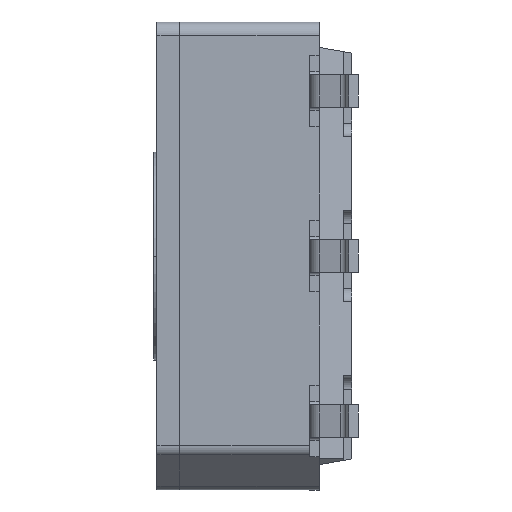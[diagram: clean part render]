
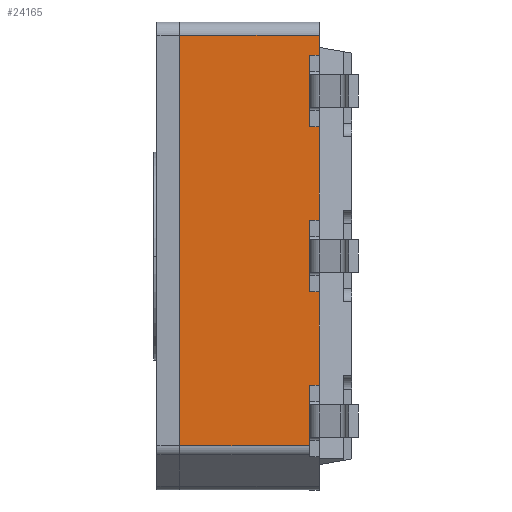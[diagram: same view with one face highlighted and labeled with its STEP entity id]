
A CAD part, left-side view. The second image highlights one B-rep face of the part: STEP entity #24165.
In plain terms, the highlighted planar face has unit normal (-1, 0, 0).
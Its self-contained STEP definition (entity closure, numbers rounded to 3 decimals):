
#606 = DIRECTION ( 'NONE',  ( 0., -1., 0. ) ) ;
#919 = EDGE_CURVE ( 'NONE', #11143, #28469, #25580, .T. ) ;
#1913 = CARTESIAN_POINT ( 'NONE',  ( -3.6, 0.651, 1.995 ) ) ;
#2165 = CARTESIAN_POINT ( 'NONE',  ( -3.6, 0.651, 147.32 ) ) ;
#2774 = CARTESIAN_POINT ( 'NONE',  ( -3.6, 0.651, 147.32 ) ) ;
#3215 = VECTOR ( 'NONE', #10471, 1000. ) ;
#3353 = ORIENTED_EDGE ( 'NONE', *, *, #29056, .F. ) ;
#3360 = VERTEX_POINT ( 'NONE', #4863 ) ;
#4077 = CARTESIAN_POINT ( 'NONE',  ( -3.6, 0.501, 1.995 ) ) ;
#4863 = CARTESIAN_POINT ( 'NONE',  ( -3.6, 0.501, 3.4 ) ) ;
#5605 = CARTESIAN_POINT ( 'NONE',  ( -3.6, 0.501, 3.09 ) ) ;
#5813 = DIRECTION ( 'NONE',  ( 0., 0., 1. ) ) ;
#6253 = VECTOR ( 'NONE', #6582, 1000. ) ;
#6342 = PLANE ( 'NONE',  #22486 ) ;
#6582 = DIRECTION ( 'NONE',  ( 0., 1., 0. ) ) ;
#6792 = DIRECTION ( 'NONE',  ( 0., 1., 0. ) ) ;
#7227 = CARTESIAN_POINT ( 'NONE',  ( -3.6, 0.651, -0.55 ) ) ;
#7301 = CARTESIAN_POINT ( 'NONE',  ( -3.6, 0.501, 0.55 ) ) ;
#7390 = CARTESIAN_POINT ( 'NONE',  ( -3.6, 0.501, -0.55 ) ) ;
#8561 = EDGE_CURVE ( 'NONE', #15483, #26292, #32022, .T. ) ;
#8859 = ORIENTED_EDGE ( 'NONE', *, *, #32077, .T. ) ;
#10097 = DIRECTION ( 'NONE',  ( 0., 1., 0. ) ) ;
#10471 = DIRECTION ( 'NONE',  ( 0., -1., 0. ) ) ;
#10576 = ORIENTED_EDGE ( 'NONE', *, *, #11906, .T. ) ;
#10708 = LINE ( 'NONE', #2165, #16462 ) ;
#10912 = ORIENTED_EDGE ( 'NONE', *, *, #18416, .T. ) ;
#11143 = VERTEX_POINT ( 'NONE', #27634 ) ;
#11906 = EDGE_CURVE ( 'NONE', #14856, #29838, #23385, .T. ) ;
#12405 = VERTEX_POINT ( 'NONE', #7227 ) ;
#12982 = ORIENTED_EDGE ( 'NONE', *, *, #30812, .T. ) ;
#13087 = ORIENTED_EDGE ( 'NONE', *, *, #20786, .T. ) ;
#14177 = ORIENTED_EDGE ( 'NONE', *, *, #17722, .T. ) ;
#14327 = CARTESIAN_POINT ( 'NONE',  ( -3.6, 0.501, -1.99 ) ) ;
#14342 = VECTOR ( 'NONE', #34498, 1000. ) ;
#14344 = DIRECTION ( 'NONE',  ( 0., 0., -1. ) ) ;
#14544 = ORIENTED_EDGE ( 'NONE', *, *, #28286, .F. ) ;
#14598 = EDGE_CURVE ( 'NONE', #21484, #36262, #39123, .T. ) ;
#14856 = VERTEX_POINT ( 'NONE', #21802 ) ;
#15273 = VERTEX_POINT ( 'NONE', #23769 ) ;
#15483 = VERTEX_POINT ( 'NONE', #5605 ) ;
#16003 = VECTOR ( 'NONE', #25904, 1000. ) ;
#16420 = CARTESIAN_POINT ( 'NONE',  ( -3.6, 0.501, 157.48 ) ) ;
#16462 = VECTOR ( 'NONE', #23547, 1000. ) ;
#17509 = VERTEX_POINT ( 'NONE', #34187 ) ;
#17722 = EDGE_CURVE ( 'NONE', #15273, #17963, #35732, .T. ) ;
#17963 = VERTEX_POINT ( 'NONE', #24824 ) ;
#18416 = EDGE_CURVE ( 'NONE', #20607, #36262, #31249, .T. ) ;
#18623 = EDGE_CURVE ( 'NONE', #14856, #28469, #23173, .T. ) ;
#18922 = LINE ( 'NONE', #30737, #34216 ) ;
#19100 = CARTESIAN_POINT ( 'NONE',  ( -3.6, 0.501, 0.55 ) ) ;
#20607 = VERTEX_POINT ( 'NONE', #7301 ) ;
#20786 = EDGE_CURVE ( 'NONE', #12405, #17509, #10708, .T. ) ;
#21484 = VERTEX_POINT ( 'NONE', #1913 ) ;
#21802 = CARTESIAN_POINT ( 'NONE',  ( -3.6, 0.501, -1.991 ) ) ;
#21942 = DIRECTION ( 'NONE',  ( 0., -1., 0. ) ) ;
#22216 = DIRECTION ( 'NONE',  ( 0., 0., 1. ) ) ;
#22486 = AXIS2_PLACEMENT_3D ( 'NONE', #36972, #36839, #21942 ) ;
#23173 = LINE ( 'NONE', #14327, #38489 ) ;
#23219 = VECTOR ( 'NONE', #5813, 1000. ) ;
#23385 = LINE ( 'NONE', #16420, #14342 ) ;
#23547 = DIRECTION ( 'NONE',  ( 0., 0., 1. ) ) ;
#23769 = CARTESIAN_POINT ( 'NONE',  ( -3.6, 2.65, 3.4 ) ) ;
#23904 = VECTOR ( 'NONE', #27453, 1000. ) ;
#24149 = LINE ( 'NONE', #34381, #30318 ) ;
#24165 = ADVANCED_FACE ( 'NONE', ( #30272 ), #6342, .T. ) ;
#24824 = CARTESIAN_POINT ( 'NONE',  ( -3.6, 2.65, -2.917 ) ) ;
#25093 = CARTESIAN_POINT ( 'NONE',  ( -3.6, 0.651, 3.09 ) ) ;
#25243 = VECTOR ( 'NONE', #606, 1000. ) ;
#25561 = CARTESIAN_POINT ( 'NONE',  ( -3.6, 0.501, 157.48 ) ) ;
#25580 = LINE ( 'NONE', #2774, #23219 ) ;
#25689 = LINE ( 'NONE', #7390, #3215 ) ;
#25881 = LINE ( 'NONE', #19100, #6253 ) ;
#25904 = DIRECTION ( 'NONE',  ( 0., 0., 1. ) ) ;
#26033 = CARTESIAN_POINT ( 'NONE',  ( -3.6, 0.501, 157.48 ) ) ;
#26292 = VERTEX_POINT ( 'NONE', #25093 ) ;
#27453 = DIRECTION ( 'NONE',  ( 0., 1., 0. ) ) ;
#27517 = DIRECTION ( 'NONE',  ( 0., 1., 0. ) ) ;
#27634 = CARTESIAN_POINT ( 'NONE',  ( -3.6, 0.651, -2.917 ) ) ;
#27788 = VECTOR ( 'NONE', #37876, 1000. ) ;
#28286 = EDGE_CURVE ( 'NONE', #11143, #17963, #24149, .T. ) ;
#28469 = VERTEX_POINT ( 'NONE', #39086 ) ;
#28751 = LINE ( 'NONE', #34350, #27788 ) ;
#29056 = EDGE_CURVE ( 'NONE', #20607, #17509, #25881, .T. ) ;
#29630 = CARTESIAN_POINT ( 'NONE',  ( -3.6, 0.501, 3.09 ) ) ;
#29838 = VERTEX_POINT ( 'NONE', #36317 ) ;
#30272 = FACE_OUTER_BOUND ( 'NONE', #33537, .T. ) ;
#30318 = VECTOR ( 'NONE', #10097, 1000. ) ;
#30473 = EDGE_CURVE ( 'NONE', #12405, #29838, #25689, .T. ) ;
#30677 = LINE ( 'NONE', #25561, #33991 ) ;
#30737 = CARTESIAN_POINT ( 'NONE',  ( -3.6, -0.1, 3.4 ) ) ;
#30812 = EDGE_CURVE ( 'NONE', #3360, #15273, #18922, .T. ) ;
#31249 = LINE ( 'NONE', #26033, #16003 ) ;
#32022 = LINE ( 'NONE', #29630, #23904 ) ;
#32033 = EDGE_CURVE ( 'NONE', #21484, #26292, #28751, .T. ) ;
#32077 = EDGE_CURVE ( 'NONE', #15483, #3360, #30677, .T. ) ;
#32708 = ORIENTED_EDGE ( 'NONE', *, *, #18623, .F. ) ;
#33288 = ORIENTED_EDGE ( 'NONE', *, *, #30473, .F. ) ;
#33537 = EDGE_LOOP ( 'NONE', ( #8859, #12982, #14177, #14544, #37849, #32708, #10576, #33288, #13087, #3353, #10912, #39709, #34370, #35581 ) ) ;
#33991 = VECTOR ( 'NONE', #22216, 1000. ) ;
#34187 = CARTESIAN_POINT ( 'NONE',  ( -3.6, 0.651, 0.55 ) ) ;
#34216 = VECTOR ( 'NONE', #27517, 1000. ) ;
#34350 = CARTESIAN_POINT ( 'NONE',  ( -3.6, 0.651, 147.32 ) ) ;
#34370 = ORIENTED_EDGE ( 'NONE', *, *, #32033, .T. ) ;
#34381 = CARTESIAN_POINT ( 'NONE',  ( -3.6, -0.1, -2.917 ) ) ;
#34498 = DIRECTION ( 'NONE',  ( 0., 0., 1. ) ) ;
#34739 = VECTOR ( 'NONE', #14344, 1000. ) ;
#35581 = ORIENTED_EDGE ( 'NONE', *, *, #8561, .F. ) ;
#35682 = CARTESIAN_POINT ( 'NONE',  ( -3.6, 2.65, -3.511 ) ) ;
#35732 = LINE ( 'NONE', #35682, #34739 ) ;
#36262 = VERTEX_POINT ( 'NONE', #37607 ) ;
#36317 = CARTESIAN_POINT ( 'NONE',  ( -3.6, 0.501, -0.55 ) ) ;
#36839 = DIRECTION ( 'NONE',  ( -1., 0., 0. ) ) ;
#36972 = CARTESIAN_POINT ( 'NONE',  ( -3.6, -0.1, 3.4 ) ) ;
#37607 = CARTESIAN_POINT ( 'NONE',  ( -3.6, 0.501, 1.995 ) ) ;
#37849 = ORIENTED_EDGE ( 'NONE', *, *, #919, .T. ) ;
#37876 = DIRECTION ( 'NONE',  ( 0., 0., 1. ) ) ;
#38489 = VECTOR ( 'NONE', #6792, 1000. ) ;
#39086 = CARTESIAN_POINT ( 'NONE',  ( -3.6, 0.651, -1.99 ) ) ;
#39123 = LINE ( 'NONE', #4077, #25243 ) ;
#39709 = ORIENTED_EDGE ( 'NONE', *, *, #14598, .F. ) ;
